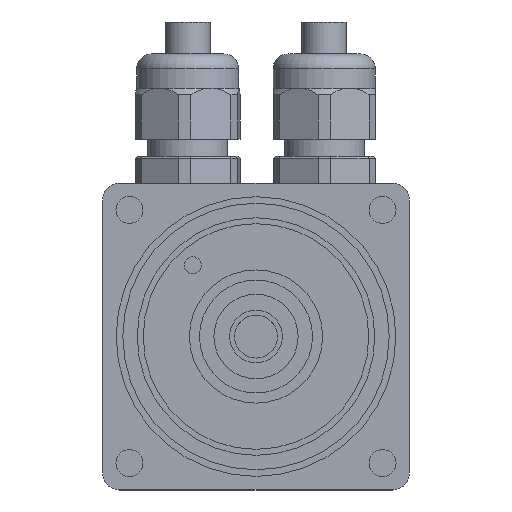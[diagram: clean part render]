
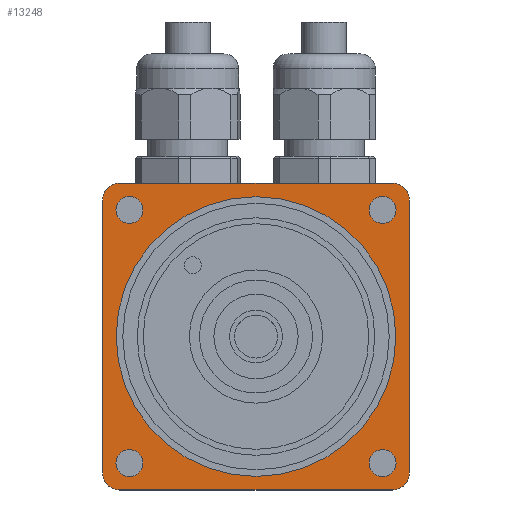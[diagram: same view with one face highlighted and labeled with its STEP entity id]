
A CAD part, front view. The second image highlights one B-rep face of the part: STEP entity #13248.
In plain terms, the highlighted face is planar.
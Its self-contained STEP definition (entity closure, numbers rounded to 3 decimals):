
#775=FACE_BOUND('',#2551,.T.);
#776=FACE_BOUND('',#2552,.T.);
#777=FACE_BOUND('',#2553,.T.);
#778=FACE_BOUND('',#2554,.T.);
#779=FACE_BOUND('',#2555,.T.);
#1061=PLANE('',#14432);
#1733=FACE_OUTER_BOUND('',#2550,.T.);
#2550=EDGE_LOOP('',(#11188,#11189,#11190,#11191,#11192,#11193,#11194,#11195));
#2551=EDGE_LOOP('',(#11196));
#2552=EDGE_LOOP('',(#11197));
#2553=EDGE_LOOP('',(#11198));
#2554=EDGE_LOOP('',(#11199));
#2555=EDGE_LOOP('',(#11200));
#3597=LINE('',#31133,#4817);
#3598=LINE('',#31137,#4818);
#3599=LINE('',#31141,#4819);
#3600=LINE('',#31144,#4820);
#4817=VECTOR('',#16951,1.);
#4818=VECTOR('',#16954,1.);
#4819=VECTOR('',#16957,1.);
#4820=VECTOR('',#16960,1.);
#5542=CIRCLE('',#14409,2.5);
#5544=CIRCLE('',#14412,2.5);
#5546=CIRCLE('',#14415,2.5);
#5548=CIRCLE('',#14418,2.5);
#5549=CIRCLE('',#14420,19.05);
#5559=CIRCLE('',#14433,3.18);
#5560=CIRCLE('',#14434,3.18);
#5561=CIRCLE('',#14435,3.18);
#5562=CIRCLE('',#14436,3.18);
#6451=VERTEX_POINT('',#31051);
#6453=VERTEX_POINT('',#31057);
#6455=VERTEX_POINT('',#31063);
#6457=VERTEX_POINT('',#31069);
#6458=VERTEX_POINT('',#31073);
#6484=VERTEX_POINT('',#31129);
#6485=VERTEX_POINT('',#31130);
#6486=VERTEX_POINT('',#31132);
#6487=VERTEX_POINT('',#31134);
#6488=VERTEX_POINT('',#31136);
#6489=VERTEX_POINT('',#31138);
#6490=VERTEX_POINT('',#31140);
#6491=VERTEX_POINT('',#31142);
#8087=EDGE_CURVE('',#6451,#6451,#5542,.T.);
#8090=EDGE_CURVE('',#6453,#6453,#5544,.T.);
#8093=EDGE_CURVE('',#6455,#6455,#5546,.T.);
#8096=EDGE_CURVE('',#6457,#6457,#5548,.T.);
#8097=EDGE_CURVE('',#6458,#6458,#5549,.T.);
#8124=EDGE_CURVE('',#6484,#6485,#5559,.T.);
#8125=EDGE_CURVE('',#6485,#6486,#3597,.T.);
#8126=EDGE_CURVE('',#6486,#6487,#5560,.T.);
#8127=EDGE_CURVE('',#6487,#6488,#3598,.T.);
#8128=EDGE_CURVE('',#6488,#6489,#5561,.T.);
#8129=EDGE_CURVE('',#6489,#6490,#3599,.T.);
#8130=EDGE_CURVE('',#6490,#6491,#5562,.T.);
#8131=EDGE_CURVE('',#6491,#6484,#3600,.T.);
#11188=ORIENTED_EDGE('',*,*,#8124,.T.);
#11189=ORIENTED_EDGE('',*,*,#8125,.T.);
#11190=ORIENTED_EDGE('',*,*,#8126,.T.);
#11191=ORIENTED_EDGE('',*,*,#8127,.T.);
#11192=ORIENTED_EDGE('',*,*,#8128,.T.);
#11193=ORIENTED_EDGE('',*,*,#8129,.T.);
#11194=ORIENTED_EDGE('',*,*,#8130,.T.);
#11195=ORIENTED_EDGE('',*,*,#8131,.T.);
#11196=ORIENTED_EDGE('',*,*,#8097,.F.);
#11197=ORIENTED_EDGE('',*,*,#8096,.F.);
#11198=ORIENTED_EDGE('',*,*,#8093,.F.);
#11199=ORIENTED_EDGE('',*,*,#8087,.F.);
#11200=ORIENTED_EDGE('',*,*,#8090,.F.);
#13248=ADVANCED_FACE('',(#1733,#775,#776,#777,#778,#779),#1061,.F.);
#14409=AXIS2_PLACEMENT_3D('',#31053,#16881,#16882);
#14412=AXIS2_PLACEMENT_3D('',#31059,#16888,#16889);
#14415=AXIS2_PLACEMENT_3D('',#31065,#16895,#16896);
#14418=AXIS2_PLACEMENT_3D('',#31071,#16902,#16903);
#14420=AXIS2_PLACEMENT_3D('',#31074,#16906,#16907);
#14432=AXIS2_PLACEMENT_3D('',#31128,#16947,#16948);
#14433=AXIS2_PLACEMENT_3D('',#31131,#16949,#16950);
#14434=AXIS2_PLACEMENT_3D('',#31135,#16952,#16953);
#14435=AXIS2_PLACEMENT_3D('',#31139,#16955,#16956);
#14436=AXIS2_PLACEMENT_3D('',#31143,#16958,#16959);
#16881=DIRECTION('center_axis',(0.,0.,1.));
#16882=DIRECTION('ref_axis',(1.,0.,0.));
#16888=DIRECTION('center_axis',(0.,0.,1.));
#16889=DIRECTION('ref_axis',(1.,0.,0.));
#16895=DIRECTION('center_axis',(0.,0.,1.));
#16896=DIRECTION('ref_axis',(1.,0.,0.));
#16902=DIRECTION('center_axis',(0.,0.,1.));
#16903=DIRECTION('ref_axis',(1.,0.,0.));
#16906=DIRECTION('center_axis',(0.,0.,1.));
#16907=DIRECTION('ref_axis',(-1.,0.,0.));
#16947=DIRECTION('center_axis',(0.,0.,-1.));
#16948=DIRECTION('ref_axis',(1.,0.,0.));
#16949=DIRECTION('center_axis',(0.,0.,1.));
#16950=DIRECTION('ref_axis',(-1.,0.,0.));
#16951=DIRECTION('',(0.,-1.,0.));
#16952=DIRECTION('center_axis',(0.,0.,1.));
#16953=DIRECTION('ref_axis',(-1.,0.,0.));
#16954=DIRECTION('',(1.,0.,0.));
#16955=DIRECTION('center_axis',(0.,0.,1.));
#16956=DIRECTION('ref_axis',(-1.,0.,0.));
#16957=DIRECTION('',(0.,1.,0.));
#16958=DIRECTION('center_axis',(0.,0.,1.));
#16959=DIRECTION('ref_axis',(-1.,0.,0.));
#16960=DIRECTION('',(-1.,0.,0.));
#31051=CARTESIAN_POINT('',(-21.071,23.571,0.));
#31053=CARTESIAN_POINT('Origin',(-23.571,23.571,0.));
#31057=CARTESIAN_POINT('',(26.071,23.571,0.));
#31059=CARTESIAN_POINT('Origin',(23.571,23.571,0.));
#31063=CARTESIAN_POINT('',(26.071,-23.571,0.));
#31065=CARTESIAN_POINT('Origin',(23.571,-23.571,0.));
#31069=CARTESIAN_POINT('',(-21.071,-23.571,0.));
#31071=CARTESIAN_POINT('Origin',(-23.571,-23.571,0.));
#31073=CARTESIAN_POINT('',(-19.05,0.,0.));
#31074=CARTESIAN_POINT('Origin',(0.,0.,0.));
#31128=CARTESIAN_POINT('Origin',(-25.395,25.395,0.));
#31129=CARTESIAN_POINT('',(-25.395,28.575,0.));
#31130=CARTESIAN_POINT('',(-28.575,25.395,0.));
#31131=CARTESIAN_POINT('Origin',(-25.395,25.395,0.));
#31132=CARTESIAN_POINT('',(-28.575,-25.395,0.));
#31133=CARTESIAN_POINT('',(-28.575,-25.395,0.));
#31134=CARTESIAN_POINT('',(-25.395,-28.575,0.));
#31135=CARTESIAN_POINT('Origin',(-25.395,-25.395,0.));
#31136=CARTESIAN_POINT('',(25.395,-28.575,0.));
#31137=CARTESIAN_POINT('',(-25.395,-28.575,0.));
#31138=CARTESIAN_POINT('',(28.575,-25.395,0.));
#31139=CARTESIAN_POINT('Origin',(25.395,-25.395,0.));
#31140=CARTESIAN_POINT('',(28.575,25.395,0.));
#31141=CARTESIAN_POINT('',(28.575,-25.395,0.));
#31142=CARTESIAN_POINT('',(25.395,28.575,0.));
#31143=CARTESIAN_POINT('Origin',(25.395,25.395,0.));
#31144=CARTESIAN_POINT('',(-25.395,28.575,0.));
